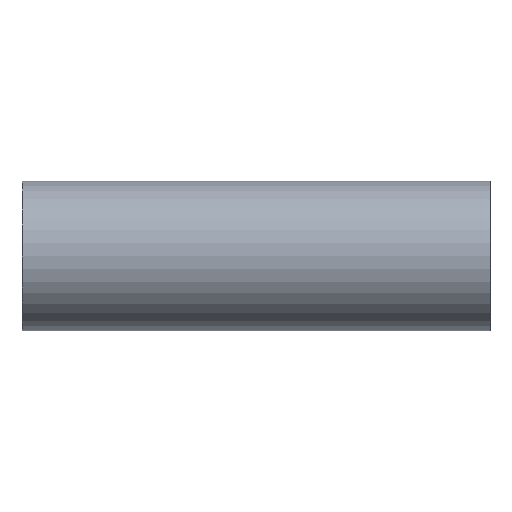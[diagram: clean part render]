
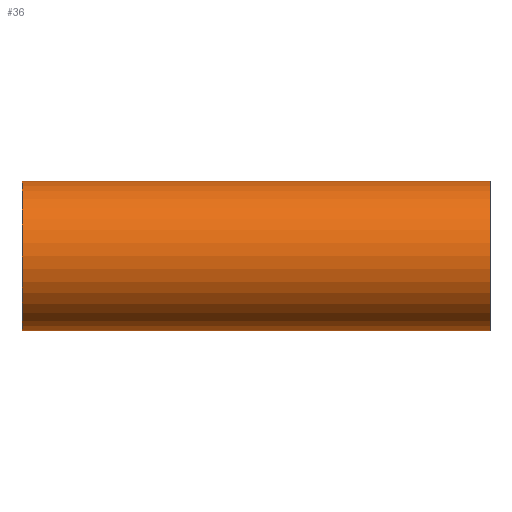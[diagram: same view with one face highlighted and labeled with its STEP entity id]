
A CAD part, front view. The second image highlights one B-rep face of the part: STEP entity #36.
In plain terms, the highlighted cylindrical face has radius 16 mm (diameter 32 mm), a partial arc.
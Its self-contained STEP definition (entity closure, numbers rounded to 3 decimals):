
#2 = AXIS2_PLACEMENT_3D ( 'NONE', #170, #232, #219 ) ;
#3 = EDGE_CURVE ( 'NONE', #74, #159, #116, .T. ) ;
#8 = EDGE_CURVE ( 'NONE', #159, #71, #105, .T. ) ;
#14 = AXIS2_PLACEMENT_3D ( 'NONE', #226, #234, #223 ) ;
#23 = EDGE_CURVE ( 'NONE', #74, #63, #127, .T. ) ;
#30 = EDGE_CURVE ( 'NONE', #63, #71, #160, .T. ) ;
#32 = AXIS2_PLACEMENT_3D ( 'NONE', #208, #224, #221 ) ;
#36 = ADVANCED_FACE ( 'NONE', ( #66 ), #65, .T. ) ;
#62 = ORIENTED_EDGE ( 'NONE', *, *, #23, .T. ) ;
#63 = VERTEX_POINT ( 'NONE', #196 ) ;
#65 = CYLINDRICAL_SURFACE ( 'NONE', #32, 16. ) ;
#66 = FACE_OUTER_BOUND ( 'NONE', #144, .T. ) ;
#71 = VERTEX_POINT ( 'NONE', #198 ) ;
#74 = VERTEX_POINT ( 'NONE', #191 ) ;
#79 = ORIENTED_EDGE ( 'NONE', *, *, #30, .T. ) ;
#83 = VECTOR ( 'NONE', #249, 1000. ) ;
#105 = LINE ( 'NONE', #228, #83 ) ;
#116 = CIRCLE ( 'NONE', #2, 16. ) ;
#120 = ORIENTED_EDGE ( 'NONE', *, *, #8, .F. ) ;
#127 = LINE ( 'NONE', #227, #142 ) ;
#138 = ORIENTED_EDGE ( 'NONE', *, *, #3, .F. ) ;
#142 = VECTOR ( 'NONE', #233, 1000. ) ;
#144 = EDGE_LOOP ( 'NONE', ( #120, #138, #62, #79 ) ) ;
#159 = VERTEX_POINT ( 'NONE', #220 ) ;
#160 = CIRCLE ( 'NONE', #14, 16. ) ;
#170 = CARTESIAN_POINT ( 'NONE',  ( 50., 0., 0. ) ) ;
#191 = CARTESIAN_POINT ( 'NONE',  ( 50., 0., 16. ) ) ;
#196 = CARTESIAN_POINT ( 'NONE',  ( -50., 0., 16. ) ) ;
#198 = CARTESIAN_POINT ( 'NONE',  ( -50., 0., -16. ) ) ;
#208 = CARTESIAN_POINT ( 'NONE',  ( 50., 0., 0. ) ) ;
#219 = DIRECTION ( 'NONE',  ( 0., 0., -1. ) ) ;
#220 = CARTESIAN_POINT ( 'NONE',  ( 50., 0., -16. ) ) ;
#221 = DIRECTION ( 'NONE',  ( 0., 0., 1. ) ) ;
#223 = DIRECTION ( 'NONE',  ( 0., 0., -1. ) ) ;
#224 = DIRECTION ( 'NONE',  ( -1., 0., 0. ) ) ;
#226 = CARTESIAN_POINT ( 'NONE',  ( -50., 0., 0. ) ) ;
#227 = CARTESIAN_POINT ( 'NONE',  ( 50., 0., 16. ) ) ;
#228 = CARTESIAN_POINT ( 'NONE',  ( 50., 0., -16. ) ) ;
#232 = DIRECTION ( 'NONE',  ( 1., 0., 0. ) ) ;
#233 = DIRECTION ( 'NONE',  ( -1., 0., 0. ) ) ;
#234 = DIRECTION ( 'NONE',  ( 1., 0., 0. ) ) ;
#249 = DIRECTION ( 'NONE',  ( -1., 0., 0. ) ) ;
